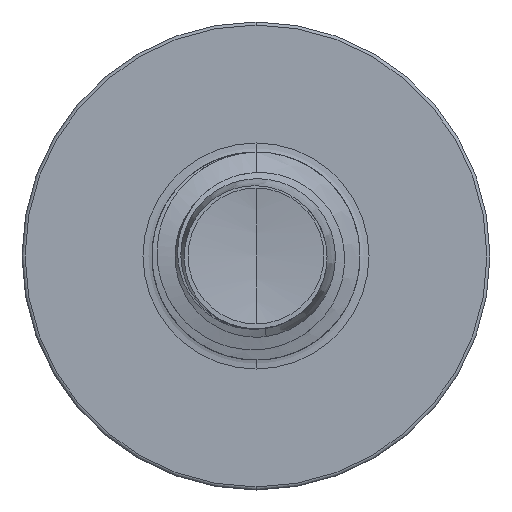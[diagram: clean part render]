
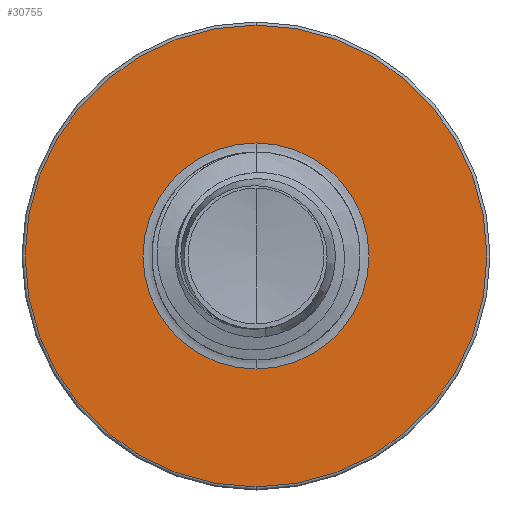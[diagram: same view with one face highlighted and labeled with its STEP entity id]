
A CAD part, front view. The second image highlights one B-rep face of the part: STEP entity #30755.
In plain terms, the highlighted planar face has unit normal (0, -1, 0).
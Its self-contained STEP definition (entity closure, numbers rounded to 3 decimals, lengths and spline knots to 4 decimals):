
#446 = EDGE_LOOP ( 'NONE', ( #19900, #2886 ) ) ;
#966 = FACE_OUTER_BOUND ( 'NONE', #19420, .T. ) ;
#2251 = CARTESIAN_POINT ( 'NONE',  ( 0., 16., 4.44 ) ) ;
#2886 = ORIENTED_EDGE ( 'NONE', *, *, #13054, .T. ) ;
#3441 = AXIS2_PLACEMENT_3D ( 'NONE', #6436, #26972, #9410 ) ;
#4539 = CARTESIAN_POINT ( 'NONE',  ( 0., 16., 0. ) ) ;
#6117 = CARTESIAN_POINT ( 'NONE',  ( 0., 16., 0. ) ) ;
#6436 = CARTESIAN_POINT ( 'NONE',  ( 0., 16., 0. ) ) ;
#7521 = DIRECTION ( 'NONE',  ( 0., 0., 1. ) ) ;
#7936 = FACE_BOUND ( 'NONE', #446, .T. ) ;
#9021 = DIRECTION ( 'NONE',  ( 0., 1., 0. ) ) ;
#9087 = DIRECTION ( 'NONE',  ( 0., 0., 1. ) ) ;
#9327 = EDGE_CURVE ( 'NONE', #16260, #26628, #36257, .T. ) ;
#9410 = DIRECTION ( 'NONE',  ( 0., 0., 1. ) ) ;
#11541 = CIRCLE ( 'NONE', #26776, 2.1736 ) ;
#13054 = EDGE_CURVE ( 'NONE', #23526, #37275, #28458, .T. ) ;
#16250 = DIRECTION ( 'NONE',  ( 0., 0., 1. ) ) ;
#16260 = VERTEX_POINT ( 'NONE', #19694 ) ;
#16657 = AXIS2_PLACEMENT_3D ( 'NONE', #27939, #33831, #16250 ) ;
#17468 = ORIENTED_EDGE ( 'NONE', *, *, #9327, .F. ) ;
#19420 = EDGE_LOOP ( 'NONE', ( #22701, #17468 ) ) ;
#19694 = CARTESIAN_POINT ( 'NONE',  ( 0., 16., -4.44 ) ) ;
#19900 = ORIENTED_EDGE ( 'NONE', *, *, #36816, .T. ) ;
#22701 = ORIENTED_EDGE ( 'NONE', *, *, #30086, .F. ) ;
#23526 = VERTEX_POINT ( 'NONE', #35357 ) ;
#24163 = AXIS2_PLACEMENT_3D ( 'NONE', #26598, #9021, #29565 ) ;
#25133 = DIRECTION ( 'NONE',  ( 0., 1., 0. ) ) ;
#26308 = CIRCLE ( 'NONE', #26708, 4.44 ) ;
#26598 = CARTESIAN_POINT ( 'NONE',  ( 0., 16., 0. ) ) ;
#26628 = VERTEX_POINT ( 'NONE', #2251 ) ;
#26662 = DIRECTION ( 'NONE',  ( 0., 1., 0. ) ) ;
#26708 = AXIS2_PLACEMENT_3D ( 'NONE', #6117, #26662, #9087 ) ;
#26776 = AXIS2_PLACEMENT_3D ( 'NONE', #4539, #25133, #7521 ) ;
#26972 = DIRECTION ( 'NONE',  ( 0., 1., 0. ) ) ;
#27939 = CARTESIAN_POINT ( 'NONE',  ( 0., 16., -2.1736 ) ) ;
#28458 = CIRCLE ( 'NONE', #3441, 2.1736 ) ;
#28940 = CARTESIAN_POINT ( 'NONE',  ( 0., 16., 2.1736 ) ) ;
#29565 = DIRECTION ( 'NONE',  ( 0., 0., 1. ) ) ;
#30086 = EDGE_CURVE ( 'NONE', #26628, #16260, #26308, .T. ) ;
#30755 = ADVANCED_FACE ( 'NONE', ( #966, #7936 ), #30904, .F. ) ;
#30904 = PLANE ( 'NONE',  #16657 ) ;
#33831 = DIRECTION ( 'NONE',  ( 0., 1., 0. ) ) ;
#35357 = CARTESIAN_POINT ( 'NONE',  ( 0., 16., -2.1736 ) ) ;
#36257 = CIRCLE ( 'NONE', #24163, 4.44 ) ;
#36816 = EDGE_CURVE ( 'NONE', #37275, #23526, #11541, .T. ) ;
#37275 = VERTEX_POINT ( 'NONE', #28940 ) ;
